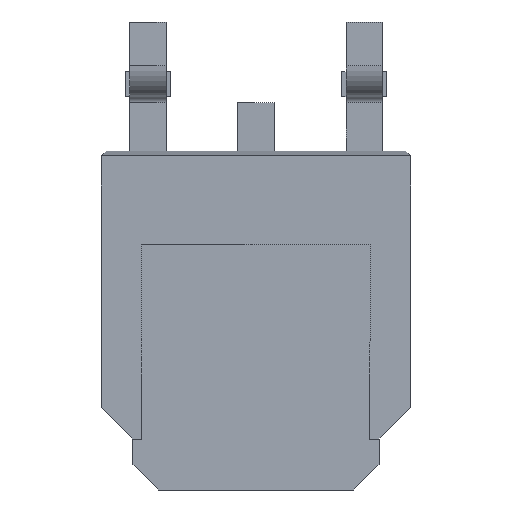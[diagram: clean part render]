
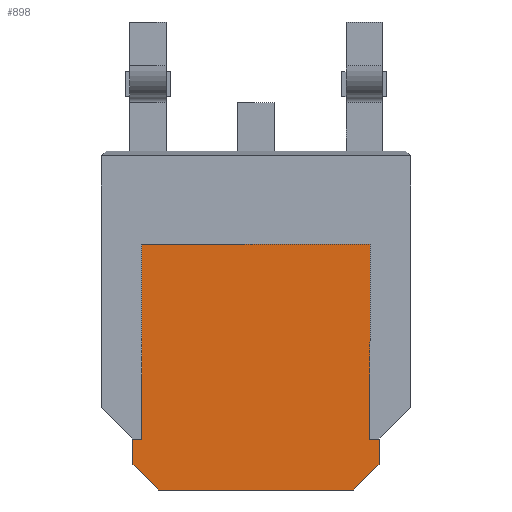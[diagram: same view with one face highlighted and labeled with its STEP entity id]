
A CAD part, front view. The second image highlights one B-rep face of the part: STEP entity #898.
In plain terms, the highlighted planar face has unit normal (0, -1, 0).
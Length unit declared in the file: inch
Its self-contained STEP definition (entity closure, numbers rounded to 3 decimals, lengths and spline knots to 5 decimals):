
#17 = VERTEX_POINT ( 'NONE', #353 ) ;
#32 = DIRECTION ( 'NONE',  ( 1., 0., 0. ) ) ;
#51 = DIRECTION ( 'NONE',  ( 0., 0., 1. ) ) ;
#112 = ORIENTED_EDGE ( 'NONE', *, *, #879, .F. ) ;
#174 = VECTOR ( 'NONE', #1305, 39.37008 ) ;
#211 = EDGE_CURVE ( 'NONE', #2255, #829, #306, .T. ) ;
#215 = ORIENTED_EDGE ( 'NONE', *, *, #352, .F. ) ;
#237 = DIRECTION ( 'NONE',  ( 0., 1., 0. ) ) ;
#244 = CARTESIAN_POINT ( 'NONE',  ( 0.08125, 0., -0.195 ) ) ;
#306 = LINE ( 'NONE', #1028, #2253 ) ;
#326 = EDGE_CURVE ( 'NONE', #683, #17, #736, .T. ) ;
#344 = CARTESIAN_POINT ( 'NONE',  ( 0.1025, 0., -0.17375 ) ) ;
#352 = EDGE_CURVE ( 'NONE', #2066, #1840, #558, .T. ) ;
#353 = CARTESIAN_POINT ( 'NONE',  ( 0.095, 0., 0.01 ) ) ;
#361 = LINE ( 'NONE', #1089, #806 ) ;
#390 = CARTESIAN_POINT ( 'NONE',  ( -0.1025, 0., -0.17375 ) ) ;
#413 = CARTESIAN_POINT ( 'NONE',  ( 0.1025, 0., -0.17375 ) ) ;
#421 = ORIENTED_EDGE ( 'NONE', *, *, #628, .F. ) ;
#428 = DIRECTION ( 'NONE',  ( 0., 0., 1. ) ) ;
#541 = ORIENTED_EDGE ( 'NONE', *, *, #1615, .F. ) ;
#544 = VERTEX_POINT ( 'NONE', #1008 ) ;
#558 = LINE ( 'NONE', #1284, #895 ) ;
#592 = ORIENTED_EDGE ( 'NONE', *, *, #1491, .F. ) ;
#603 = CARTESIAN_POINT ( 'NONE',  ( -0.095, 0., -0.1525 ) ) ;
#628 = EDGE_CURVE ( 'NONE', #17, #983, #2281, .T. ) ;
#651 = PLANE ( 'NONE',  #1663 ) ;
#657 = CARTESIAN_POINT ( 'NONE',  ( 0.095, 0., -0.1525 ) ) ;
#660 = VECTOR ( 'NONE', #1456, 39.37008 ) ;
#683 = VERTEX_POINT ( 'NONE', #1076 ) ;
#684 = CARTESIAN_POINT ( 'NONE',  ( -0.1025, 0., -0.1525 ) ) ;
#736 = LINE ( 'NONE', #759, #660 ) ;
#759 = CARTESIAN_POINT ( 'NONE',  ( -0.095, 0., 0.01 ) ) ;
#797 = VECTOR ( 'NONE', #428, 39.37008 ) ;
#806 = VECTOR ( 'NONE', #32, 39.37008 ) ;
#826 = CARTESIAN_POINT ( 'NONE',  ( -0.08125, 0., -0.195 ) ) ;
#829 = VERTEX_POINT ( 'NONE', #834 ) ;
#834 = CARTESIAN_POINT ( 'NONE',  ( -0.1025, 0., -0.17375 ) ) ;
#848 = VECTOR ( 'NONE', #1676, 39.37008 ) ;
#879 = EDGE_CURVE ( 'NONE', #544, #1337, #940, .T. ) ;
#885 = EDGE_CURVE ( 'NONE', #1840, #683, #1996, .T. ) ;
#895 = VECTOR ( 'NONE', #1791, 39.37008 ) ;
#898 = ADVANCED_FACE ( 'NONE', ( #1003 ), #651, .F. ) ;
#940 = LINE ( 'NONE', #413, #1019 ) ;
#983 = VERTEX_POINT ( 'NONE', #2113 ) ;
#1000 = ORIENTED_EDGE ( 'NONE', *, *, #326, .F. ) ;
#1003 = FACE_OUTER_BOUND ( 'NONE', #1178, .T. ) ;
#1008 = CARTESIAN_POINT ( 'NONE',  ( 0.1025, 0., -0.1525 ) ) ;
#1019 = VECTOR ( 'NONE', #1474, 39.37008 ) ;
#1026 = CARTESIAN_POINT ( 'NONE',  ( -0.095, 0., -0.1525 ) ) ;
#1028 = CARTESIAN_POINT ( 'NONE',  ( -0.08125, 0., -0.195 ) ) ;
#1054 = VERTEX_POINT ( 'NONE', #1904 ) ;
#1060 = ORIENTED_EDGE ( 'NONE', *, *, #1518, .F. ) ;
#1076 = CARTESIAN_POINT ( 'NONE',  ( -0.095, 0., 0.01 ) ) ;
#1089 = CARTESIAN_POINT ( 'NONE',  ( 0.1025, 0., -0.1525 ) ) ;
#1178 = EDGE_LOOP ( 'NONE', ( #1340, #541, #1941, #112, #592, #421, #1000, #2074, #215, #1060 ) ) ;
#1284 = CARTESIAN_POINT ( 'NONE',  ( -0.1025, 0., -0.1525 ) ) ;
#1296 = LINE ( 'NONE', #390, #1813 ) ;
#1305 = DIRECTION ( 'NONE',  ( -0.707, 0., -0.707 ) ) ;
#1335 = VECTOR ( 'NONE', #1396, 39.37008 ) ;
#1337 = VERTEX_POINT ( 'NONE', #344 ) ;
#1340 = ORIENTED_EDGE ( 'NONE', *, *, #211, .F. ) ;
#1396 = DIRECTION ( 'NONE',  ( 0., 0., -1. ) ) ;
#1456 = DIRECTION ( 'NONE',  ( 1., 0., 0. ) ) ;
#1474 = DIRECTION ( 'NONE',  ( 0., 0., -1. ) ) ;
#1491 = EDGE_CURVE ( 'NONE', #983, #544, #361, .T. ) ;
#1518 = EDGE_CURVE ( 'NONE', #829, #2066, #1296, .T. ) ;
#1615 = EDGE_CURVE ( 'NONE', #1054, #2255, #2000, .T. ) ;
#1631 = EDGE_CURVE ( 'NONE', #1337, #1054, #1858, .T. ) ;
#1663 = AXIS2_PLACEMENT_3D ( 'NONE', #1815, #237, #2178 ) ;
#1676 = DIRECTION ( 'NONE',  ( -1., 0., 0. ) ) ;
#1689 = CARTESIAN_POINT ( 'NONE',  ( 0.08125, 0., -0.195 ) ) ;
#1791 = DIRECTION ( 'NONE',  ( 1., 0., 0. ) ) ;
#1813 = VECTOR ( 'NONE', #51, 39.37008 ) ;
#1815 = CARTESIAN_POINT ( 'NONE',  ( 0., 0., 0. ) ) ;
#1840 = VERTEX_POINT ( 'NONE', #1026 ) ;
#1858 = LINE ( 'NONE', #1689, #174 ) ;
#1904 = CARTESIAN_POINT ( 'NONE',  ( 0.08125, 0., -0.195 ) ) ;
#1941 = ORIENTED_EDGE ( 'NONE', *, *, #1631, .F. ) ;
#1996 = LINE ( 'NONE', #603, #797 ) ;
#2000 = LINE ( 'NONE', #244, #848 ) ;
#2066 = VERTEX_POINT ( 'NONE', #684 ) ;
#2074 = ORIENTED_EDGE ( 'NONE', *, *, #885, .F. ) ;
#2113 = CARTESIAN_POINT ( 'NONE',  ( 0.095, 0., -0.1525 ) ) ;
#2178 = DIRECTION ( 'NONE',  ( 0., 0., 1. ) ) ;
#2237 = DIRECTION ( 'NONE',  ( -0.707, 0., 0.707 ) ) ;
#2253 = VECTOR ( 'NONE', #2237, 39.37008 ) ;
#2255 = VERTEX_POINT ( 'NONE', #826 ) ;
#2281 = LINE ( 'NONE', #657, #1335 ) ;
